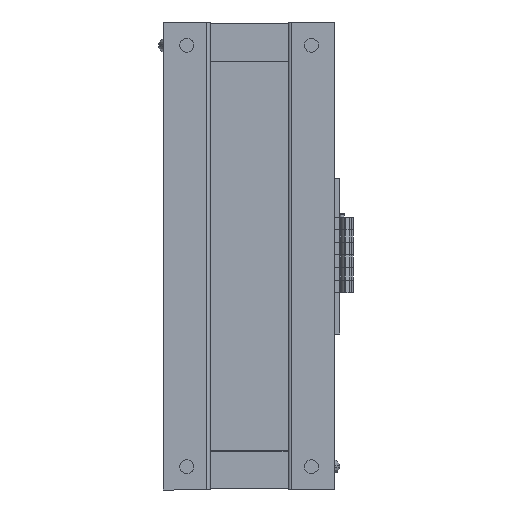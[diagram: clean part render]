
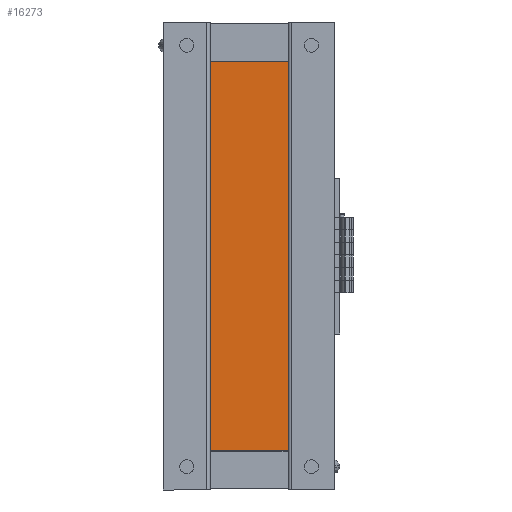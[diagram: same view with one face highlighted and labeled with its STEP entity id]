
A CAD part, front view. The second image highlights one B-rep face of the part: STEP entity #16273.
In plain terms, the highlighted planar face has unit normal (0, -1, 0).
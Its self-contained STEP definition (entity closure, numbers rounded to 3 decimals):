
#1689=FACE_OUTER_BOUND('',#2562,.T.);
#2562=EDGE_LOOP('',(#10987,#10988,#10989,#10990));
#3516=LINE('',#23757,#5282);
#3517=LINE('',#23760,#5283);
#3518=LINE('',#23762,#5284);
#3519=LINE('',#23763,#5285);
#5282=VECTOR('',#19008,10.);
#5283=VECTOR('',#19011,10.);
#5284=VECTOR('',#19012,10.);
#5285=VECTOR('',#19013,10.);
#7043=VERTEX_POINT('',#23750);
#7046=VERTEX_POINT('',#23755);
#7047=VERTEX_POINT('',#23759);
#7048=VERTEX_POINT('',#23761);
#8601=EDGE_CURVE('',#7043,#7046,#3516,.T.);
#8602=EDGE_CURVE('',#7047,#7043,#3517,.T.);
#8603=EDGE_CURVE('',#7048,#7046,#3518,.T.);
#8604=EDGE_CURVE('',#7047,#7048,#3519,.T.);
#10987=ORIENTED_EDGE('',*,*,#8602,.T.);
#10988=ORIENTED_EDGE('',*,*,#8601,.T.);
#10989=ORIENTED_EDGE('',*,*,#8603,.F.);
#10990=ORIENTED_EDGE('',*,*,#8604,.F.);
#15678=PLANE('',#17456);
#16273=ADVANCED_FACE('',(#1689),#15678,.T.);
#17456=AXIS2_PLACEMENT_3D('',#23758,#19009,#19010);
#19008=DIRECTION('',(1.,0.,0.));
#19009=DIRECTION('center_axis',(0.,-1.,0.));
#19010=DIRECTION('ref_axis',(0.,0.,-1.));
#19011=DIRECTION('',(0.,0.,-1.));
#19012=DIRECTION('',(0.,0.,-1.));
#19013=DIRECTION('',(1.,0.,0.));
#23750=CARTESIAN_POINT('',(0.,0.,0.));
#23755=CARTESIAN_POINT('',(50.,0.,0.));
#23757=CARTESIAN_POINT('',(0.,0.,0.));
#23758=CARTESIAN_POINT('Origin',(0.,0.,250.));
#23759=CARTESIAN_POINT('',(0.,0.,250.));
#23760=CARTESIAN_POINT('',(0.,0.,250.));
#23761=CARTESIAN_POINT('',(50.,0.,250.));
#23762=CARTESIAN_POINT('',(50.,0.,250.));
#23763=CARTESIAN_POINT('',(0.,0.,250.));
